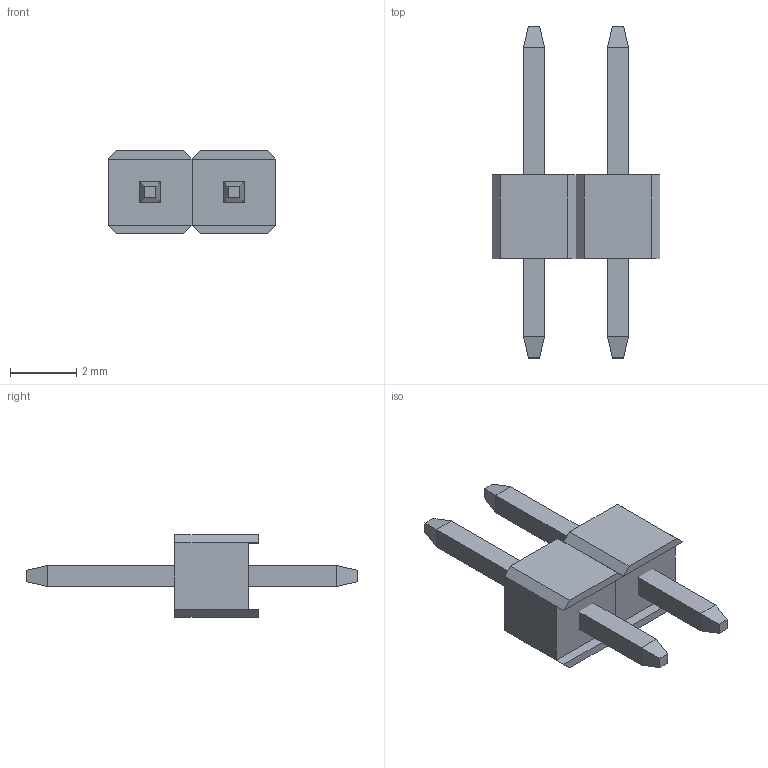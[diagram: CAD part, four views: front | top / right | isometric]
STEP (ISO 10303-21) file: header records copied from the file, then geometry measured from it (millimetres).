
FILE_DESCRIPTION (( 'STEP AP203' ), '1' );
FILE_NAME ('BG030-02-X-0450-0300-X-X_revG.STEP', '2014-03-04T10:31:22', ( '' ), ( '' ), 'SwSTEP 2.0', 'SolidWorks 2010', '' );
FILE_SCHEMA (( 'CONFIG_CONTROL_DESIGN' ));
Length unit declared in the file: millimetre
Products named in the file (4): BG030-Single-Insulator; BG030-2way-Insulator; BG030-02-X-0450-0300-X-X_revG; BG030-Contact-10.04mmPost
Assembly tree (5 placements, depth 3):
  BG030-02-X-0450-0300-X-X_revG
    BG030-Contact-10.04mmPost  x2
    BG030-2way-Insulator
      BG030-Single-Insulator  x2
Bounding box: 5.08 x 10.04 x 2.5 mm (x, y, z)
Volume: 36.2 mm3; surface area: 124.3 mm2
Topology: 4 solids, 4 shells, 56 faces, 122 edges, 74 vertices
Faces by surface type: plane 56
Entity records: 1219 total; most frequent: DIRECTION 135, CARTESIAN_POINT 135, ORIENTED_EDGE 122, EDGE_CURVE 61, LINE 61, VECTOR 61, AXIS2_PLACEMENT_3D 37, VERTEX_POINT 37
